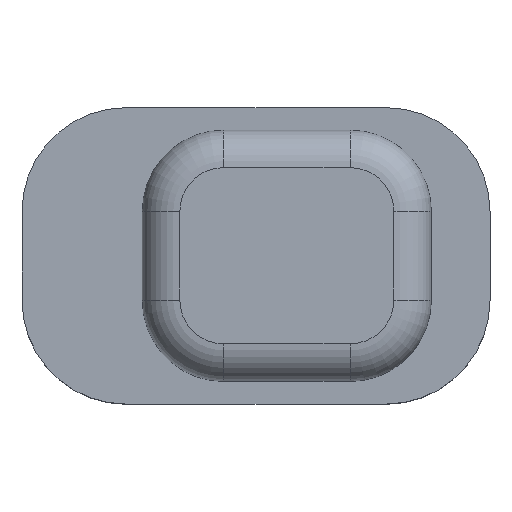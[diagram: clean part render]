
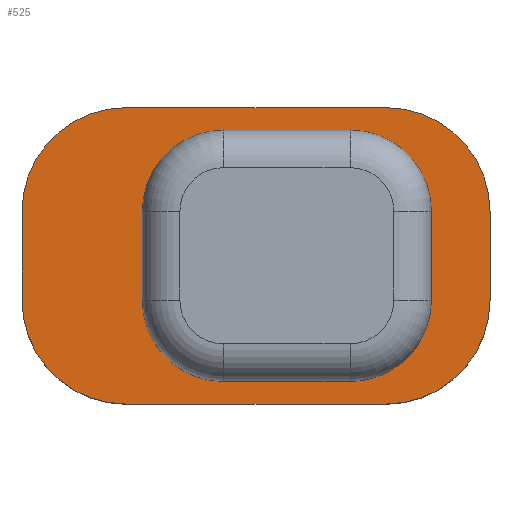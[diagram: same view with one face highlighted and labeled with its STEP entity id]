
A CAD part, top view. The second image highlights one B-rep face of the part: STEP entity #525.
In plain terms, the highlighted planar face has unit normal (0, 0, 1).
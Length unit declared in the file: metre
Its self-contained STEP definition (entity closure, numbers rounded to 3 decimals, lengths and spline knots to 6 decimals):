
#16=CIRCLE('',#559,0.003508);
#18=CIRCLE('',#563,0.003508);
#20=CIRCLE('',#567,0.003508);
#22=CIRCLE('',#575,0.003508);
#24=CIRCLE('',#579,0.002746);
#25=CIRCLE('',#580,0.002746);
#26=CIRCLE('',#581,0.002746);
#27=CIRCLE('',#582,0.002746);
#116=ORIENTED_EDGE('',*,*,#244,.T.);
#117=ORIENTED_EDGE('',*,*,#245,.T.);
#118=ORIENTED_EDGE('',*,*,#246,.T.);
#119=ORIENTED_EDGE('',*,*,#247,.T.);
#120=ORIENTED_EDGE('',*,*,#248,.T.);
#121=ORIENTED_EDGE('',*,*,#249,.T.);
#122=ORIENTED_EDGE('',*,*,#250,.F.);
#123=ORIENTED_EDGE('',*,*,#251,.T.);
#124=ORIENTED_EDGE('',*,*,#208,.F.);
#125=ORIENTED_EDGE('',*,*,#242,.F.);
#126=ORIENTED_EDGE('',*,*,#227,.F.);
#127=ORIENTED_EDGE('',*,*,#224,.F.);
#128=ORIENTED_EDGE('',*,*,#221,.F.);
#129=ORIENTED_EDGE('',*,*,#218,.F.);
#130=ORIENTED_EDGE('',*,*,#215,.F.);
#131=ORIENTED_EDGE('',*,*,#212,.T.);
#208=EDGE_CURVE('',#284,#285,#332,.T.);
#212=EDGE_CURVE('',#288,#285,#16,.T.);
#215=EDGE_CURVE('',#288,#290,#337,.T.);
#218=EDGE_CURVE('',#290,#292,#18,.T.);
#221=EDGE_CURVE('',#292,#294,#341,.T.);
#224=EDGE_CURVE('',#294,#296,#20,.T.);
#227=EDGE_CURVE('',#296,#298,#345,.T.);
#242=EDGE_CURVE('',#298,#284,#22,.T.);
#244=EDGE_CURVE('',#308,#309,#360,.T.);
#245=EDGE_CURVE('',#309,#310,#24,.T.);
#246=EDGE_CURVE('',#310,#311,#361,.T.);
#247=EDGE_CURVE('',#311,#312,#25,.T.);
#248=EDGE_CURVE('',#312,#313,#362,.T.);
#249=EDGE_CURVE('',#313,#314,#26,.T.);
#250=EDGE_CURVE('',#315,#314,#363,.T.);
#251=EDGE_CURVE('',#315,#308,#27,.T.);
#284=VERTEX_POINT('',#790);
#285=VERTEX_POINT('',#791);
#288=VERTEX_POINT('',#799);
#290=VERTEX_POINT('',#805);
#292=VERTEX_POINT('',#811);
#294=VERTEX_POINT('',#817);
#296=VERTEX_POINT('',#823);
#298=VERTEX_POINT('',#829);
#308=VERTEX_POINT('',#863);
#309=VERTEX_POINT('',#864);
#310=VERTEX_POINT('',#866);
#311=VERTEX_POINT('',#868);
#312=VERTEX_POINT('',#870);
#313=VERTEX_POINT('',#872);
#314=VERTEX_POINT('',#874);
#315=VERTEX_POINT('',#876);
#332=LINE('',#789,#380);
#337=LINE('',#804,#385);
#341=LINE('',#816,#389);
#345=LINE('',#828,#393);
#360=LINE('',#862,#408);
#361=LINE('',#867,#409);
#362=LINE('',#871,#410);
#363=LINE('',#875,#411);
#380=VECTOR('',#621,1.);
#385=VECTOR('',#634,1.);
#389=VECTOR('',#646,1.);
#393=VECTOR('',#658,1.);
#408=VECTOR('',#691,1.);
#409=VECTOR('',#694,1.);
#410=VECTOR('',#697,1.);
#411=VECTOR('',#700,1.);
#442=EDGE_LOOP('',(#116,#117,#118,#119,#120,#121,#122,#123));
#443=EDGE_LOOP('',(#124,#125,#126,#127,#128,#129,#130,#131));
#476=FACE_BOUND('',#442,.T.);
#477=FACE_BOUND('',#443,.T.);
#505=PLANE('',#578);
#525=ADVANCED_FACE('',(#476,#477),#505,.F.);
#559=AXIS2_PLACEMENT_3D('',#798,#627,#628);
#563=AXIS2_PLACEMENT_3D('',#810,#639,#640);
#567=AXIS2_PLACEMENT_3D('',#822,#651,#652);
#575=AXIS2_PLACEMENT_3D('',#858,#683,#684);
#578=AXIS2_PLACEMENT_3D('',#861,#689,#690);
#579=AXIS2_PLACEMENT_3D('',#865,#692,#693);
#580=AXIS2_PLACEMENT_3D('',#869,#695,#696);
#581=AXIS2_PLACEMENT_3D('',#873,#698,#699);
#582=AXIS2_PLACEMENT_3D('',#877,#701,#702);
#621=DIRECTION('',(-1.,0.,0.));
#627=DIRECTION('',(0.,0.,1.));
#628=DIRECTION('',(0.,1.,0.));
#634=DIRECTION('',(0.,1.,0.));
#639=DIRECTION('',(0.,0.,-1.));
#640=DIRECTION('',(0.,1.,0.));
#646=DIRECTION('',(1.,0.,0.));
#651=DIRECTION('',(0.,0.,-1.));
#652=DIRECTION('',(0.,1.,0.));
#658=DIRECTION('',(0.,-1.,0.));
#683=DIRECTION('',(0.,0.,-1.));
#684=DIRECTION('',(0.,1.,0.));
#689=DIRECTION('',(0.,0.,-1.));
#690=DIRECTION('',(1.,0.,0.));
#691=DIRECTION('',(0.,1.,0.));
#692=DIRECTION('',(0.,0.,-1.));
#693=DIRECTION('',(0.,1.,0.));
#694=DIRECTION('',(1.,0.,0.));
#695=DIRECTION('',(0.,0.,-1.));
#696=DIRECTION('',(0.,1.,0.));
#697=DIRECTION('',(0.,-1.,0.));
#698=DIRECTION('',(0.,0.,-1.));
#699=DIRECTION('',(0.,1.,0.));
#700=DIRECTION('',(1.,0.,0.));
#701=DIRECTION('',(0.,0.,-1.));
#702=DIRECTION('',(0.,1.,0.));
#789=CARTESIAN_POINT('',(0.032494,0.037142,0.010203));
#790=CARTESIAN_POINT('',(0.033661,0.037142,0.010203));
#791=CARTESIAN_POINT('',(0.024859,0.037142,0.010203));
#798=CARTESIAN_POINT('',(0.024859,0.04065,0.010203));
#799=CARTESIAN_POINT('',(0.021351,0.04065,0.010203));
#804=CARTESIAN_POINT('',(0.021351,0.04215,0.010203));
#805=CARTESIAN_POINT('',(0.021351,0.04365,0.010203));
#810=CARTESIAN_POINT('',(0.024859,0.04365,0.010203));
#811=CARTESIAN_POINT('',(0.024859,0.047158,0.010203));
#816=CARTESIAN_POINT('',(0.032494,0.047158,0.010203));
#817=CARTESIAN_POINT('',(0.033661,0.047158,0.010203));
#822=CARTESIAN_POINT('',(0.033661,0.04365,0.010203));
#823=CARTESIAN_POINT('',(0.037169,0.04365,0.010203));
#828=CARTESIAN_POINT('',(0.037169,0.04215,0.010203));
#829=CARTESIAN_POINT('',(0.037169,0.04065,0.010203));
#858=CARTESIAN_POINT('',(0.033661,0.04065,0.010203));
#861=CARTESIAN_POINT('',(0.02926,0.04215,0.010203));
#862=CARTESIAN_POINT('',(0.025415,0.04215,0.010203));
#863=CARTESIAN_POINT('',(0.025415,0.04065,0.010203));
#864=CARTESIAN_POINT('',(0.025415,0.04365,0.010203));
#865=CARTESIAN_POINT('',(0.028161,0.04365,0.010203));
#866=CARTESIAN_POINT('',(0.028161,0.046396,0.010203));
#867=CARTESIAN_POINT('',(0.029074,0.046396,0.010203));
#868=CARTESIAN_POINT('',(0.032442,0.046396,0.010203));
#869=CARTESIAN_POINT('',(0.032442,0.04365,0.010203));
#870=CARTESIAN_POINT('',(0.035188,0.04365,0.010203));
#871=CARTESIAN_POINT('',(0.035188,0.04215,0.010203));
#872=CARTESIAN_POINT('',(0.035188,0.04065,0.010203));
#873=CARTESIAN_POINT('',(0.032442,0.04065,0.010203));
#874=CARTESIAN_POINT('',(0.032442,0.037904,0.010203));
#875=CARTESIAN_POINT('',(0.029074,0.037904,0.010203));
#876=CARTESIAN_POINT('',(0.028161,0.037904,0.010203));
#877=CARTESIAN_POINT('',(0.028161,0.04065,0.010203));
